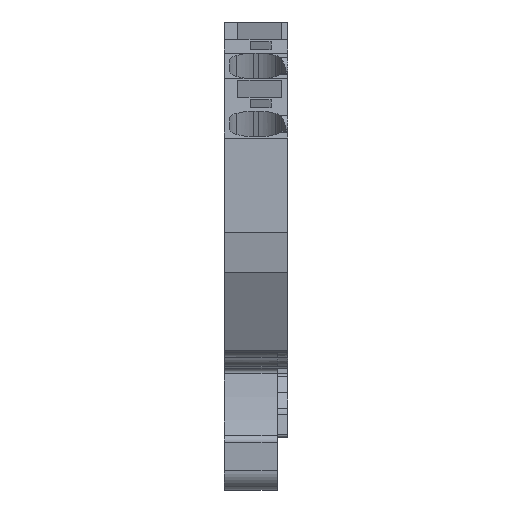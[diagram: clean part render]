
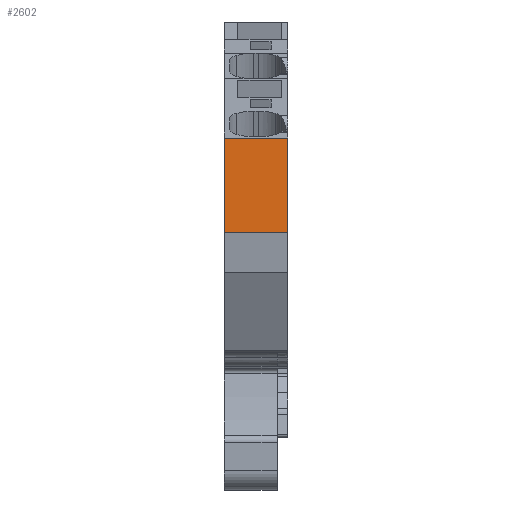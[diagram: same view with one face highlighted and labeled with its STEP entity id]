
A CAD part, front view. The second image highlights one B-rep face of the part: STEP entity #2602.
In plain terms, the highlighted planar face has unit normal (0, -1, 0).
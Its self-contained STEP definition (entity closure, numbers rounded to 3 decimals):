
#2582=AXIS2_PLACEMENT_3D('Plane Axis2P3D',#2579,#2580,#2581) ;
#420=CARTESIAN_POINT('Vertex',(0.,0.,24.847)) ;
#423=CARTESIAN_POINT('Line Origine',(0.,0.,29.384)) ;
#427=CARTESIAN_POINT('Vertex',(0.,0.,33.922)) ;
#2564=CARTESIAN_POINT('Vertex',(6.1,0.,24.847)) ;
#2567=CARTESIAN_POINT('Line Origine',(3.05,0.,24.847)) ;
#2579=CARTESIAN_POINT('Axis2P3D Location',(0.,0.,33.922)) ;
#2584=CARTESIAN_POINT('Line Origine',(6.1,0.,29.384)) ;
#2588=CARTESIAN_POINT('Vertex',(6.1,0.,33.922)) ;
#2591=CARTESIAN_POINT('Line Origine',(3.05,0.,33.922)) ;
#424=DIRECTION('Vector Direction',(0.,0.,1.)) ;
#2568=DIRECTION('Vector Direction',(-1.,0.,0.)) ;
#2580=DIRECTION('Axis2P3D Direction',(0.,1.,0.)) ;
#2581=DIRECTION('Axis2P3D XDirection',(0.,0.,-1.)) ;
#2585=DIRECTION('Vector Direction',(0.,0.,1.)) ;
#2592=DIRECTION('Vector Direction',(-1.,0.,0.)) ;
#425=VECTOR('Line Direction',#424,1.) ;
#2569=VECTOR('Line Direction',#2568,1.) ;
#2586=VECTOR('Line Direction',#2585,1.) ;
#2593=VECTOR('Line Direction',#2592,1.) ;
#2597=ORIENTED_EDGE('',*,*,#429,.F.) ;
#2598=ORIENTED_EDGE('',*,*,#2571,.F.) ;
#2599=ORIENTED_EDGE('',*,*,#2590,.T.) ;
#2600=ORIENTED_EDGE('',*,*,#2595,.T.) ;
#2602=ADVANCED_FACE('MLD',(#2601),#2583,.F.) ;
#429=EDGE_CURVE('',#421,#428,#426,.T.) ;
#2571=EDGE_CURVE('',#2565,#421,#2570,.T.) ;
#2590=EDGE_CURVE('',#2565,#2589,#2587,.T.) ;
#2595=EDGE_CURVE('',#2589,#428,#2594,.T.) ;
#2596=EDGE_LOOP('',(#2597,#2598,#2599,#2600)) ;
#2601=FACE_OUTER_BOUND('',#2596,.T.) ;
#426=LINE('Line',#423,#425) ;
#2570=LINE('Line',#2567,#2569) ;
#2587=LINE('Line',#2584,#2586) ;
#2594=LINE('Line',#2591,#2593) ;
#2583=PLANE('',#2582) ;
#421=VERTEX_POINT('',#420) ;
#428=VERTEX_POINT('',#427) ;
#2565=VERTEX_POINT('',#2564) ;
#2589=VERTEX_POINT('',#2588) ;
